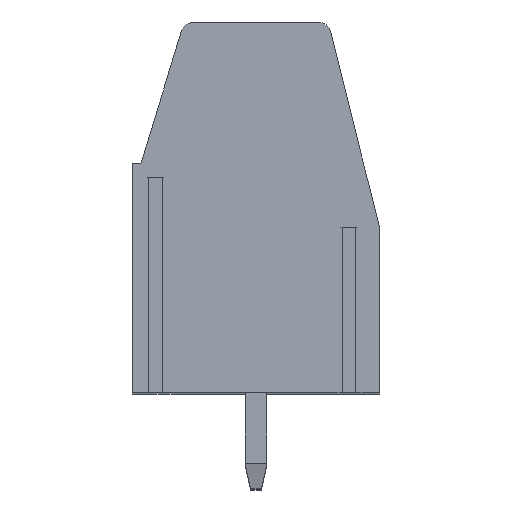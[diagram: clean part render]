
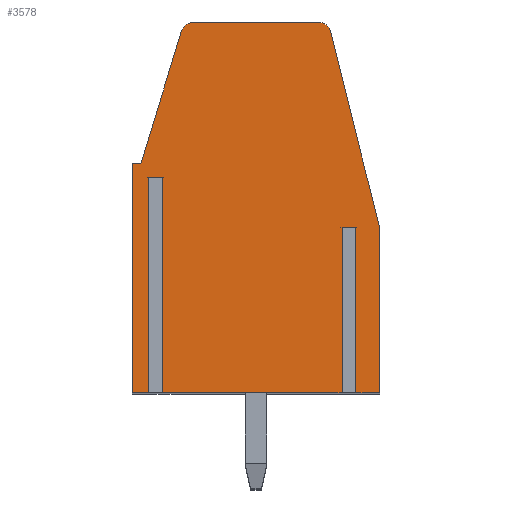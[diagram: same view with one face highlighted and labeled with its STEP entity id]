
A CAD part, top view. The second image highlights one B-rep face of the part: STEP entity #3578.
In plain terms, the highlighted planar face has unit normal (0, 0, 1).
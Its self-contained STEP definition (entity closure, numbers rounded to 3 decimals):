
#13=DIRECTION('',(-1.,0.,0.));
#14=VECTOR('',#13,0.503);
#15=CARTESIAN_POINT('',(-3.413,1.1,27.94));
#16=LINE('',#15,#14);
#17=DIRECTION('',(0.,1.,0.));
#18=VECTOR('',#17,7.85);
#19=CARTESIAN_POINT('',(-3.917,-6.75,27.94));
#20=LINE('',#19,#18);
#21=DIRECTION('',(1.,0.,0.));
#22=VECTOR('',#21,0.583);
#23=CARTESIAN_POINT('',(-4.5,-6.75,27.94));
#24=LINE('',#23,#22);
#25=DIRECTION('',(0.,-1.,0.));
#26=VECTOR('',#25,8.35);
#27=CARTESIAN_POINT('',(-4.5,1.6,27.94));
#28=LINE('',#27,#26);
#29=DIRECTION('',(-1.,0.,0.));
#30=VECTOR('',#29,0.31);
#31=CARTESIAN_POINT('',(-4.19,1.6,27.94));
#32=LINE('',#31,#30);
#33=DIRECTION('',(-0.292,-0.956,0.));
#34=VECTOR('',#33,5.015);
#35=CARTESIAN_POINT('',(-2.723,6.396,27.94));
#36=LINE('',#35,#34);
#37=CARTESIAN_POINT('',(-2.245,6.25,27.94));
#38=DIRECTION('',(0.,0.,1.));
#39=DIRECTION('',(0.,1.,0.));
#40=AXIS2_PLACEMENT_3D('',#37,#38,#39);
#42=DIRECTION('',(-1.,0.,0.));
#43=VECTOR('',#42,4.489);
#44=CARTESIAN_POINT('',(2.244,6.75,27.94));
#45=LINE('',#44,#43);
#46=CARTESIAN_POINT('',(2.244,6.25,27.94));
#47=DIRECTION('',(0.,0.,1.));
#48=DIRECTION('',(0.97,0.242,0.));
#49=AXIS2_PLACEMENT_3D('',#46,#47,#48);
#51=DIRECTION('',(-0.242,0.97,0.));
#52=VECTOR('',#51,7.318);
#53=CARTESIAN_POINT('',(4.5,-0.73,27.94));
#54=LINE('',#53,#52);
#55=DIRECTION('',(0.,1.,0.));
#56=VECTOR('',#55,6.02);
#57=CARTESIAN_POINT('',(4.5,-6.75,27.94));
#58=LINE('',#57,#56);
#59=DIRECTION('',(1.,0.,0.));
#60=VECTOR('',#59,0.863);
#61=CARTESIAN_POINT('',(3.637,-6.75,27.94));
#62=LINE('',#61,#60);
#63=DIRECTION('',(0.,1.,0.));
#64=VECTOR('',#63,6.02);
#65=CARTESIAN_POINT('',(3.637,-6.75,27.94));
#66=LINE('',#65,#64);
#67=DIRECTION('',(-1.,0.,0.));
#68=VECTOR('',#67,0.503);
#69=CARTESIAN_POINT('',(3.637,-0.73,27.94));
#70=LINE('',#69,#68);
#71=DIRECTION('',(0.,1.,0.));
#72=VECTOR('',#71,6.02);
#73=CARTESIAN_POINT('',(3.133,-6.75,27.94));
#74=LINE('',#73,#72);
#75=DIRECTION('',(1.,0.,0.));
#76=VECTOR('',#75,6.547);
#77=CARTESIAN_POINT('',(-3.413,-6.75,27.94));
#78=LINE('',#77,#76);
#79=DIRECTION('',(0.,1.,0.));
#80=VECTOR('',#79,7.85);
#81=CARTESIAN_POINT('',(-3.413,-6.75,27.94));
#82=LINE('',#81,#80);
#2781=CARTESIAN_POINT('',(4.5,-6.75,27.94));
#2782=CARTESIAN_POINT('',(4.5,-0.73,27.94));
#2783=VERTEX_POINT('',#2781);
#2784=VERTEX_POINT('',#2782);
#2785=CARTESIAN_POINT('',(2.73,6.371,27.94));
#2786=VERTEX_POINT('',#2785);
#2787=CARTESIAN_POINT('',(2.244,6.75,27.94));
#2788=VERTEX_POINT('',#2787);
#2789=CARTESIAN_POINT('',(-2.245,6.75,27.94));
#2790=VERTEX_POINT('',#2789);
#2791=CARTESIAN_POINT('',(-2.723,6.396,27.94));
#2792=VERTEX_POINT('',#2791);
#2793=CARTESIAN_POINT('',(-4.19,1.6,27.94));
#2794=VERTEX_POINT('',#2793);
#2795=CARTESIAN_POINT('',(-4.5,1.6,27.94));
#2796=VERTEX_POINT('',#2795);
#2797=CARTESIAN_POINT('',(-4.5,-6.75,27.94));
#2798=VERTEX_POINT('',#2797);
#2873=CARTESIAN_POINT('',(3.637,-0.73,27.94));
#2874=CARTESIAN_POINT('',(3.133,-0.73,27.94));
#2875=VERTEX_POINT('',#2873);
#2876=VERTEX_POINT('',#2874);
#2877=CARTESIAN_POINT('',(3.133,-6.75,27.94));
#2878=VERTEX_POINT('',#2877);
#2879=CARTESIAN_POINT('',(3.637,-6.75,27.94));
#2880=VERTEX_POINT('',#2879);
#2897=CARTESIAN_POINT('',(-3.413,1.1,27.94));
#2898=CARTESIAN_POINT('',(-3.917,1.1,27.94));
#2899=VERTEX_POINT('',#2897);
#2900=VERTEX_POINT('',#2898);
#2901=CARTESIAN_POINT('',(-3.413,-6.75,27.94));
#2902=VERTEX_POINT('',#2901);
#2903=CARTESIAN_POINT('',(-3.917,-6.75,27.94));
#2904=VERTEX_POINT('',#2903);
#3537=CARTESIAN_POINT('',(0.,0.,27.94));
#3538=DIRECTION('',(0.,0.,1.));
#3539=DIRECTION('',(1.,0.,0.));
#3540=AXIS2_PLACEMENT_3D('',#3537,#3538,#3539);
#3541=PLANE('',#3540);
#3543=ORIENTED_EDGE('',*,*,#3542,.T.);
#3545=ORIENTED_EDGE('',*,*,#3544,.F.);
#3547=ORIENTED_EDGE('',*,*,#3546,.F.);
#3549=ORIENTED_EDGE('',*,*,#3548,.F.);
#3551=ORIENTED_EDGE('',*,*,#3550,.F.);
#3553=ORIENTED_EDGE('',*,*,#3552,.F.);
#3555=ORIENTED_EDGE('',*,*,#3554,.F.);
#3557=ORIENTED_EDGE('',*,*,#3556,.F.);
#3559=ORIENTED_EDGE('',*,*,#3558,.F.);
#3561=ORIENTED_EDGE('',*,*,#3560,.F.);
#3563=ORIENTED_EDGE('',*,*,#3562,.F.);
#3565=ORIENTED_EDGE('',*,*,#3564,.F.);
#3567=ORIENTED_EDGE('',*,*,#3566,.T.);
#3569=ORIENTED_EDGE('',*,*,#3568,.T.);
#3571=ORIENTED_EDGE('',*,*,#3570,.F.);
#3573=ORIENTED_EDGE('',*,*,#3572,.F.);
#3575=ORIENTED_EDGE('',*,*,#3574,.T.);
#3576=EDGE_LOOP('',(#3543,#3545,#3547,#3549,#3551,#3553,#3555,#3557,#3559,#3561,
#3563,#3565,#3567,#3569,#3571,#3573,#3575));
#3577=FACE_OUTER_BOUND('',#3576,.F.);
#41=CIRCLE('',#40,0.5);
#50=CIRCLE('',#49,0.5);
#3542=EDGE_CURVE('',#2899,#2900,#16,.T.);
#3544=EDGE_CURVE('',#2904,#2900,#20,.T.);
#3546=EDGE_CURVE('',#2798,#2904,#24,.T.);
#3548=EDGE_CURVE('',#2796,#2798,#28,.T.);
#3550=EDGE_CURVE('',#2794,#2796,#32,.T.);
#3552=EDGE_CURVE('',#2792,#2794,#36,.T.);
#3554=EDGE_CURVE('',#2790,#2792,#41,.T.);
#3556=EDGE_CURVE('',#2788,#2790,#45,.T.);
#3558=EDGE_CURVE('',#2786,#2788,#50,.T.);
#3560=EDGE_CURVE('',#2784,#2786,#54,.T.);
#3562=EDGE_CURVE('',#2783,#2784,#58,.T.);
#3564=EDGE_CURVE('',#2880,#2783,#62,.T.);
#3566=EDGE_CURVE('',#2880,#2875,#66,.T.);
#3568=EDGE_CURVE('',#2875,#2876,#70,.T.);
#3570=EDGE_CURVE('',#2878,#2876,#74,.T.);
#3572=EDGE_CURVE('',#2902,#2878,#78,.T.);
#3574=EDGE_CURVE('',#2902,#2899,#82,.T.);
#3578=ADVANCED_FACE('',(#3577),#3541,.T.);
